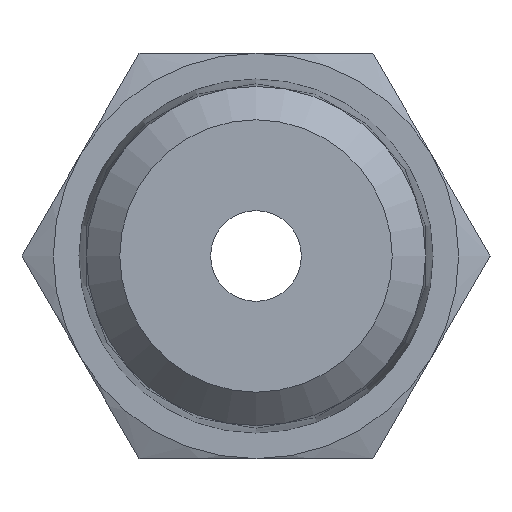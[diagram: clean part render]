
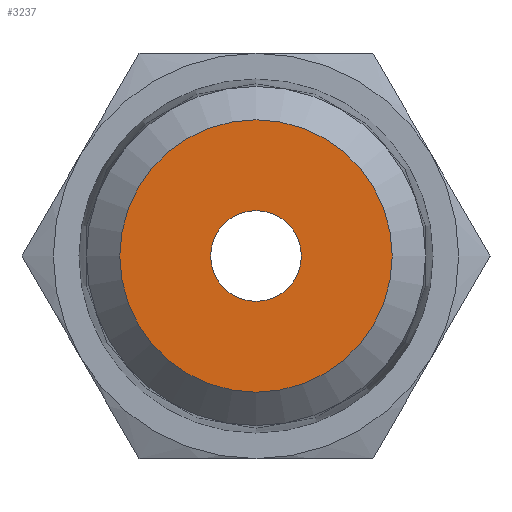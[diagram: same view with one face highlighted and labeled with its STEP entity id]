
A CAD part, left-side view. The second image highlights one B-rep face of the part: STEP entity #3237.
In plain terms, the highlighted planar face has unit normal (-1, 0, 0).
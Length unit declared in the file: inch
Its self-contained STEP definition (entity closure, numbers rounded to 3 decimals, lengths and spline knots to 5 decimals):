
#3146=CARTESIAN_POINT('',(-0.56,-0.07,0.0));
#3147=VERTEX_POINT('',#3146);
#3148=CARTESIAN_POINT('',(-0.56,0.,0.0));
#3149=DIRECTION('',(1.0,0.0,0.0));
#3150=DIRECTION('',(0.0,-1.0,0.0));
#3151=AXIS2_PLACEMENT_3D('',#3148,#3149,#3150);
#3152=CIRCLE('',#3151,0.07);
#3153=EDGE_CURVE('',#3147,#3147,#3152,.T.);
#3191=CARTESIAN_POINT('',(-0.56,0.,0.21));
#3192=VERTEX_POINT('',#3191);
#3193=CARTESIAN_POINT('',(-0.56,0.,0.0));
#3194=DIRECTION('',(1.0,0.0,0.0));
#3195=DIRECTION('',(0.0,0.0,-1.0));
#3196=AXIS2_PLACEMENT_3D('',#3193,#3194,#3195);
#3197=CIRCLE('',#3196,0.21);
#3198=EDGE_CURVE('',#3192,#3192,#3197,.T.);
#3226=CARTESIAN_POINT('',(-0.56,0.,0.0));
#3227=DIRECTION('',(1.0,0.0,0.0));
#3228=DIRECTION('',(0.0,0.0,-1.0));
#3229=AXIS2_PLACEMENT_3D('',#3226,#3227,#3228);
#3230=PLANE('',#3229);
#3231=ORIENTED_EDGE('',*,*,#3198,.F.);
#3232=EDGE_LOOP('',(#3231));
#3233=FACE_OUTER_BOUND('',#3232,.T.);
#3234=ORIENTED_EDGE('',*,*,#3153,.T.);
#3235=EDGE_LOOP('',(#3234));
#3236=FACE_BOUND('',#3235,.T.);
#3237=ADVANCED_FACE('',(#3233,#3236),#3230,.F.);
